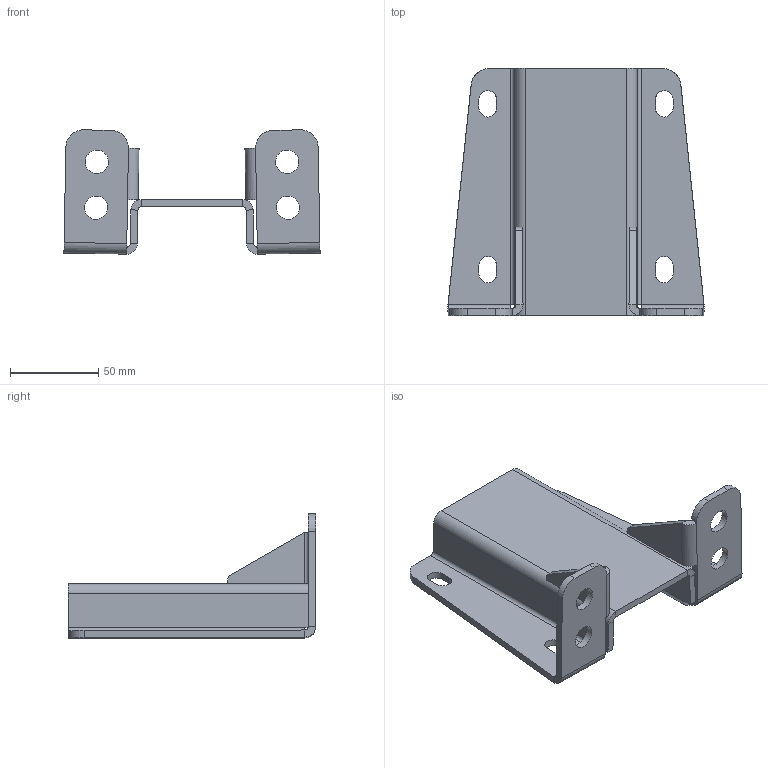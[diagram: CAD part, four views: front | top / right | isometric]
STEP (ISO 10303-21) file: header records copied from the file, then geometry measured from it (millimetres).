
FILE_DESCRIPTION(/* description */ ('PIEDE FISSO 143X70X140 ACC. '),/* implementation_level */ '2;1');
FILE_NAME(/* name */ 'CPDFS0000002.stp',/* time_stamp */ '2018-01-19T11:05:20+01:00',/* author */ ('EditCS'),/* organization */ (''),/* preprocessor_version */ 'ST-DEVELOPER v16.1',/* originating_system */ 'Autodesk Inventor 2016',/* authorisation */ '');
FILE_SCHEMA (('AUTOMOTIVE_DESIGN { 1 0 10303 214 3 1 1 }'));
Length unit declared in the file: millimetre
Products named in the file (1): 17.057.00
Bounding box: 145.13 x 140 x 70.43 mm (x, y, z)
Volume: 120160.2 mm3; surface area: 65635.4 mm2
Topology: 1 solids, 1 shells, 116 faces, 278 edges, 164 vertices
Faces by surface type: plane 80, cylinder 36
Full cylindrical faces by diameter (mm): 13.2 x4
Entity records: 3318 total; most frequent: DIRECTION 580, CARTESIAN_POINT 555, ORIENTED_EDGE 548, EDGE_CURVE 274, LINE 202, VECTOR 202, AXIS2_PLACEMENT_3D 189, VERTEX_POINT 164
